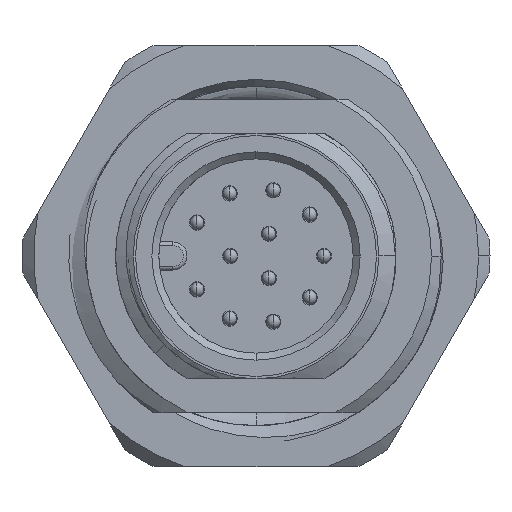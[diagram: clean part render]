
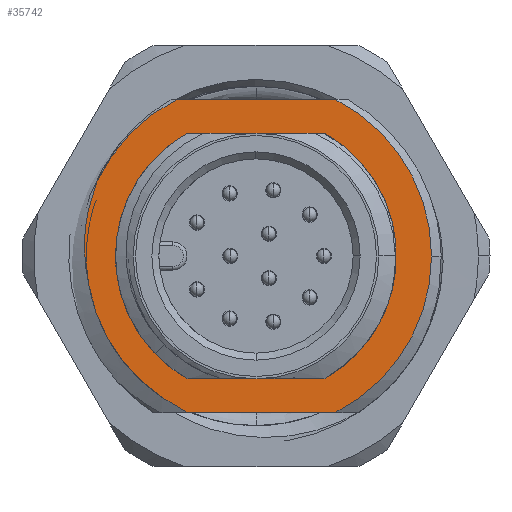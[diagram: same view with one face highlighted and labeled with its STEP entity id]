
A CAD part, left-side view. The second image highlights one B-rep face of the part: STEP entity #35742.
In plain terms, the highlighted planar face has unit normal (-1, 0, 0).
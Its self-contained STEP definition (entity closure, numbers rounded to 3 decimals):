
#186 = CARTESIAN_POINT ( 'NONE',  ( -1.987, 7.369, -8.805 ) ) ;
#295 = CARTESIAN_POINT ( 'NONE',  ( -1.987, 0., -9. ) ) ;
#580 = DIRECTION ( 'NONE',  ( -1., 0., 0. ) ) ;
#648 = PLANE ( 'NONE',  #5362 ) ;
#1328 = DIRECTION ( 'NONE',  ( 0., 0.449, 0.893 ) ) ;
#1471 = AXIS2_PLACEMENT_3D ( 'NONE', #15256, #21436, #26844 ) ;
#1731 = DIRECTION ( 'NONE',  ( 0., 0.985, -0.175 ) ) ;
#2778 = LINE ( 'NONE', #26395, #15302 ) ;
#2870 = AXIS2_PLACEMENT_3D ( 'NONE', #15697, #580, #24393 ) ;
#3549 = FACE_OUTER_BOUND ( 'NONE', #25175, .T. ) ;
#3584 = VECTOR ( 'NONE', #33213, 1000. ) ;
#4752 = CARTESIAN_POINT ( 'NONE',  ( -1.987, 3.37, -2.3 ) ) ;
#5362 = AXIS2_PLACEMENT_3D ( 'NONE', #12468, #24267, #9541 ) ;
#6447 = VERTEX_POINT ( 'NONE', #15619 ) ;
#6691 = DIRECTION ( 'NONE',  ( 0., -0.449, -0.893 ) ) ;
#6845 = ORIENTED_EDGE ( 'NONE', *, *, #36858, .T. ) ;
#7185 = VERTEX_POINT ( 'NONE', #17326 ) ;
#7238 = CIRCLE ( 'NONE', #38176, 7.5 ) ;
#7496 = ORIENTED_EDGE ( 'NONE', *, *, #13132, .F. ) ;
#7688 = VERTEX_POINT ( 'NONE', #7767 ) ;
#7767 = CARTESIAN_POINT ( 'NONE',  ( -1.987, -3.37, -2.3 ) ) ;
#8209 = EDGE_CURVE ( 'NONE', #28725, #23695, #24072, .T. ) ;
#8400 = EDGE_CURVE ( 'NONE', #21845, #19111, #21404, .T. ) ;
#8635 = EDGE_LOOP ( 'NONE', ( #14763, #16372, #28674, #7496 ) ) ;
#8639 = LINE ( 'NONE', #38086, #19552 ) ;
#9508 = ORIENTED_EDGE ( 'NONE', *, *, #17220, .F. ) ;
#9541 = DIRECTION ( 'NONE',  ( 0., 0., 1. ) ) ;
#9652 = ORIENTED_EDGE ( 'NONE', *, *, #13902, .T. ) ;
#10689 = ORIENTED_EDGE ( 'NONE', *, *, #15791, .T. ) ;
#11524 = AXIS2_PLACEMENT_3D ( 'NONE', #19555, #19369, #1731 ) ;
#11560 = CIRCLE ( 'NONE', #2870, 6. ) ;
#12008 = CARTESIAN_POINT ( 'NONE',  ( -1.987, 7.096, -6.584 ) ) ;
#12204 = CARTESIAN_POINT ( 'NONE',  ( -1.987, -7.5, -9. ) ) ;
#12320 = VERTEX_POINT ( 'NONE', #30294 ) ;
#12468 = CARTESIAN_POINT ( 'NONE',  ( -1.987, 0., -9. ) ) ;
#12512 = DIRECTION ( 'NONE',  ( -1., 0., 0. ) ) ;
#12744 = EDGE_CURVE ( 'NONE', #12320, #7185, #24036, .T. ) ;
#13132 = EDGE_CURVE ( 'NONE', #22851, #19111, #11560, .T. ) ;
#13343 = VERTEX_POINT ( 'NONE', #18066 ) ;
#13902 = EDGE_CURVE ( 'NONE', #7688, #22651, #2778, .T. ) ;
#14335 = EDGE_CURVE ( 'NONE', #23695, #7688, #7238, .T. ) ;
#14738 = CARTESIAN_POINT ( 'NONE',  ( -1.985, 7.138, -10.269 ) ) ;
#14763 = ORIENTED_EDGE ( 'NONE', *, *, #16292, .F. ) ;
#15256 = CARTESIAN_POINT ( 'NONE',  ( -1.987, 0., -9. ) ) ;
#15302 = VECTOR ( 'NONE', #17120, 1000. ) ;
#15387 = FACE_BOUND ( 'NONE', #8635, .T. ) ;
#15619 = CARTESIAN_POINT ( 'NONE',  ( -1.989, 2.924, -15.7 ) ) ;
#15697 = CARTESIAN_POINT ( 'NONE',  ( -1.987, 0., -9. ) ) ;
#15791 = EDGE_CURVE ( 'NONE', #7185, #36810, #32512, .T. ) ;
#16292 = EDGE_CURVE ( 'NONE', #13343, #22851, #8639, .T. ) ;
#16372 = ORIENTED_EDGE ( 'NONE', *, *, #29470, .F. ) ;
#16747 = ORIENTED_EDGE ( 'NONE', *, *, #14335, .T. ) ;
#17120 = DIRECTION ( 'NONE',  ( 0., 1., 0. ) ) ;
#17188 = AXIS2_PLACEMENT_3D ( 'NONE', #295, #12512, #6691 ) ;
#17220 = EDGE_CURVE ( 'NONE', #28725, #6447, #30763, .T. ) ;
#17326 = CARTESIAN_POINT ( 'NONE',  ( -1.985, 7.138, -10.269 ) ) ;
#18066 = CARTESIAN_POINT ( 'NONE',  ( -1.987, -2.905, -3.75 ) ) ;
#18287 = VECTOR ( 'NONE', #30571, 1000. ) ;
#18715 = CARTESIAN_POINT ( 'NONE',  ( -1.987, -2.905, -14.25 ) ) ;
#19111 = VERTEX_POINT ( 'NONE', #28448 ) ;
#19369 = DIRECTION ( 'NONE',  ( -1., 0., 0. ) ) ;
#19552 = VECTOR ( 'NONE', #22595, 1000. ) ;
#19555 = CARTESIAN_POINT ( 'NONE',  ( -1.987, 0., -9. ) ) ;
#20555 = ORIENTED_EDGE ( 'NONE', *, *, #8209, .T. ) ;
#20846 = AXIS2_PLACEMENT_3D ( 'NONE', #27847, #34219, #1328 ) ;
#21404 = LINE ( 'NONE', #18715, #3584 ) ;
#21436 = DIRECTION ( 'NONE',  ( -1., 0., 0. ) ) ;
#21845 = VERTEX_POINT ( 'NONE', #34558 ) ;
#22595 = DIRECTION ( 'NONE',  ( 0., 1., 0. ) ) ;
#22651 = VERTEX_POINT ( 'NONE', #4752 ) ;
#22851 = VERTEX_POINT ( 'NONE', #27719 ) ;
#23695 = VERTEX_POINT ( 'NONE', #12204 ) ;
#24036 = B_SPLINE_CURVE_WITH_KNOTS ( 'NONE', 3,
 ( #26336, #12008, #26709, #186, #32139, #14738 ),
 .UNSPECIFIED., .F., .F.,
 ( 4, 2, 4 ),
 ( 0., 0.5, 1. ),
 .UNSPECIFIED. ) ;
#24072 = CIRCLE ( 'NONE', #17188, 7.5 ) ;
#24267 = DIRECTION ( 'NONE',  ( -1., 0., 0. ) ) ;
#24393 = DIRECTION ( 'NONE',  ( 0., 0.484, 0.875 ) ) ;
#25175 = EDGE_LOOP ( 'NONE', ( #6845, #30106, #10689, #32006, #9508, #20555, #16747, #9652 ) ) ;
#25360 = DIRECTION ( 'NONE',  ( -1., 0., 0. ) ) ;
#25782 = CIRCLE ( 'NONE', #20846, 7.5 ) ;
#26336 = CARTESIAN_POINT ( 'NONE',  ( -1.987, 6.821, -5.882 ) ) ;
#26395 = CARTESIAN_POINT ( 'NONE',  ( -1.987, -3.37, -2.3 ) ) ;
#26709 = CARTESIAN_POINT ( 'NONE',  ( -1.987, 7.261, -7.31 ) ) ;
#26844 = DIRECTION ( 'NONE',  ( 0., -0.484, -0.875 ) ) ;
#27719 = CARTESIAN_POINT ( 'NONE',  ( -1.987, 2.905, -3.75 ) ) ;
#27847 = CARTESIAN_POINT ( 'NONE',  ( -1.987, 0., -9. ) ) ;
#28007 = CARTESIAN_POINT ( 'NONE',  ( -1.987, 3.834, -15.154 ) ) ;
#28448 = CARTESIAN_POINT ( 'NONE',  ( -1.987, 2.905, -14.25 ) ) ;
#28450 = DIRECTION ( 'NONE',  ( 0., -0.449, -0.893 ) ) ;
#28674 = ORIENTED_EDGE ( 'NONE', *, *, #8400, .T. ) ;
#28725 = VERTEX_POINT ( 'NONE', #29292 ) ;
#29292 = CARTESIAN_POINT ( 'NONE',  ( -1.987, -3.37, -15.7 ) ) ;
#29293 = CIRCLE ( 'NONE', #1471, 6. ) ;
#29470 = EDGE_CURVE ( 'NONE', #21845, #13343, #29293, .T. ) ;
#29966 = CARTESIAN_POINT ( 'NONE',  ( -1.987, 3.981, -15.059 ) ) ;
#30106 = ORIENTED_EDGE ( 'NONE', *, *, #12744, .T. ) ;
#30294 = CARTESIAN_POINT ( 'NONE',  ( -1.987, 6.821, -5.882 ) ) ;
#30571 = DIRECTION ( 'NONE',  ( 0., 1., 0. ) ) ;
#30726 = CARTESIAN_POINT ( 'NONE',  ( -1.987, 3.544, -15.358 ) ) ;
#30763 = LINE ( 'NONE', #36395, #18287 ) ;
#31160 = CARTESIAN_POINT ( 'NONE',  ( -1.987, 0., -9. ) ) ;
#31731 = EDGE_CURVE ( 'NONE', #36810, #6447, #32245, .T. ) ;
#32006 = ORIENTED_EDGE ( 'NONE', *, *, #31731, .T. ) ;
#32139 = CARTESIAN_POINT ( 'NONE',  ( -1.987, 7.31, -9.542 ) ) ;
#32245 = B_SPLINE_CURVE_WITH_KNOTS ( 'NONE', 3,
 ( #28007, #30726, #34192, #36930 ),
 .UNSPECIFIED., .F., .F.,
 ( 4, 4 ),
 ( 0., 1. ),
 .UNSPECIFIED. ) ;
#32512 = CIRCLE ( 'NONE', #11524, 7.25 ) ;
#33213 = DIRECTION ( 'NONE',  ( 0., 1., 0. ) ) ;
#34192 = CARTESIAN_POINT ( 'NONE',  ( -1.987, 3.241, -15.54 ) ) ;
#34219 = DIRECTION ( 'NONE',  ( -1., 0., 0. ) ) ;
#34558 = CARTESIAN_POINT ( 'NONE',  ( -1.987, -2.905, -14.25 ) ) ;
#35742 = ADVANCED_FACE ( 'NONE', ( #3549, #15387 ), #648, .T. ) ;
#36395 = CARTESIAN_POINT ( 'NONE',  ( -1.987, -3.37, -15.7 ) ) ;
#36810 = VERTEX_POINT ( 'NONE', #29966 ) ;
#36858 = EDGE_CURVE ( 'NONE', #22651, #12320, #25782, .T. ) ;
#36930 = CARTESIAN_POINT ( 'NONE',  ( -1.989, 2.924, -15.7 ) ) ;
#38086 = CARTESIAN_POINT ( 'NONE',  ( -1.987, -2.905, -3.75 ) ) ;
#38176 = AXIS2_PLACEMENT_3D ( 'NONE', #31160, #25360, #28450 ) ;
